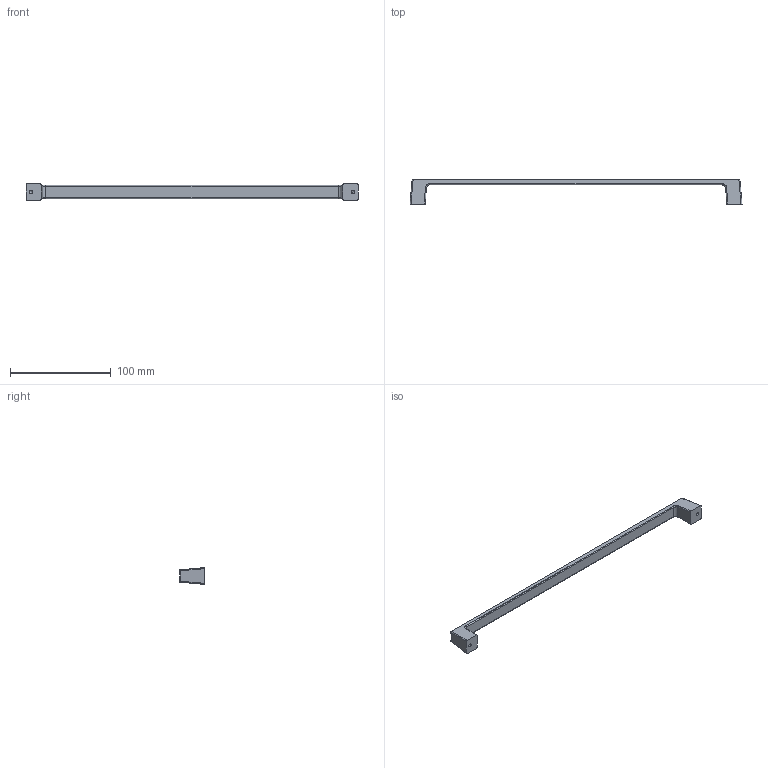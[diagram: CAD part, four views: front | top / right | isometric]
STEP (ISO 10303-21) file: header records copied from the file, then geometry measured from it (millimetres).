
FILE_DESCRIPTION (( 'STEP AP214' ), '1' );
FILE_NAME ('F003152,F003153_3D.step', '2022-08-15T13:02:40', ( '' ), ( '' ), 'SwSTEP 2.0', 'SolidWorks 2020', '' );
FILE_SCHEMA (( 'AUTOMOTIVE_DESIGN' ));
Length unit declared in the file: millimetre
Products named in the file (1): F003152,F003153_3D
Bounding box: 330 x 24 x 16.5 mm (x, y, z)
Volume: 28718.9 mm3; surface area: 15179.5 mm2
Topology: 1 solids, 1 shells, 46 faces, 120 edges, 74 vertices
Faces by surface type: cylinder 20, plane 18, cone 4, bspline 4
Entity records: 1542 total; most frequent: CARTESIAN_POINT 413, ORIENTED_EDGE 232, DIRECTION 206, EDGE_CURVE 116, VERTEX_POINT 74, LINE 72, VECTOR 72, AXIS2_PLACEMENT_3D 67
